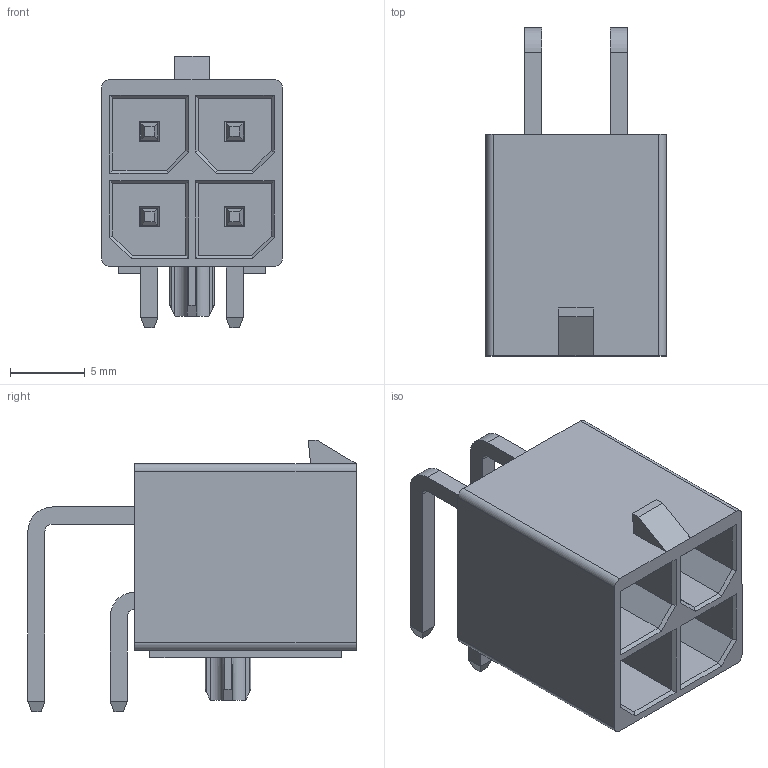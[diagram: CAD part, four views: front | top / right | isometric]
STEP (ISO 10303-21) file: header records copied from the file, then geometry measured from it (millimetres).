
FILE_DESCRIPTION(/* description */ ('Unknown'),/* implementation_level */ '2;1');
FILE_NAME(/* name */ '657004240101',/* time_stamp */ '2022-11-02T10:06:55+01:00',/* author */ ('Unknown'),/* organization */ ('Unknown'),/* preprocessor_version */ 'ST-DEVELOPER v16.7',/* originating_system */ 'Solid Edge',/* authorisation */ 'Unknown');
FILE_SCHEMA (('AUTOMOTIVE_DESIGN {1 0 10303 214 3 1 1}'));
Length unit declared in the file: millimetre
Products named in the file (4): 6570xx240101; 657004240101; 657002240101_Pin1; 657002240101_Pin2
Assembly tree (5 placements, depth 2):
  6570xx240101
    657004240101
    657002240101_Pin1  x2
    657002240101_Pin2  x2
Bounding box: 12.05 x 21.94 x 18.13 mm (x, y, z)
Volume: 1247.4 mm3; surface area: 2615.7 mm2
Topology: 5 solids, 5 shells, 320 faces, 800 edges, 503 vertices
Faces by surface type: plane 280, cylinder 40
Entity records: 8474 total; most frequent: CARTESIAN_POINT 1465, ORIENTED_EDGE 1440, DIRECTION 1376, EDGE_CURVE 720, LINE 644, VECTOR 644, VERTEX_POINT 455, AXIS2_PLACEMENT_3D 366
